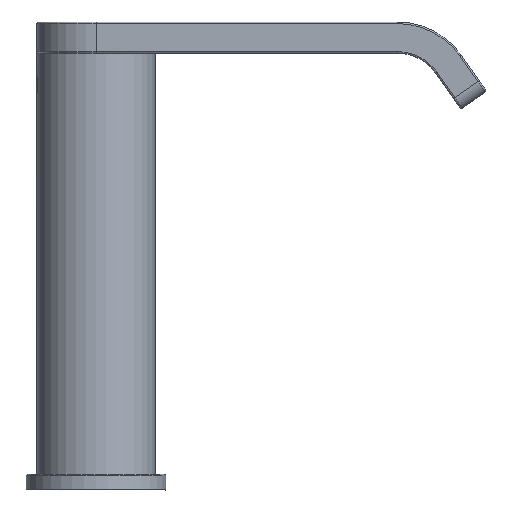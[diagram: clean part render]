
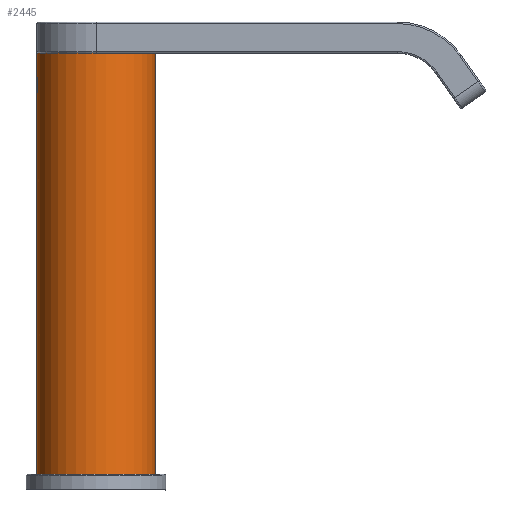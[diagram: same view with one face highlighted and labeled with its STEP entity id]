
A CAD part, left-side view. The second image highlights one B-rep face of the part: STEP entity #2445.
In plain terms, the highlighted cylindrical face has radius 19 mm (diameter 38 mm), a full revolution.
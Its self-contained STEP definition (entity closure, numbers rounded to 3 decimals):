
#142=FACE_BOUND('',#564,.T.);
#143=FACE_BOUND('',#565,.T.);
#246=CYLINDRICAL_SURFACE('',#2886,19.);
#397=FACE_OUTER_BOUND('',#563,.T.);
#563=EDGE_LOOP('',(#2249,#2250,#2251,#2252));
#564=EDGE_LOOP('',(#2253));
#565=EDGE_LOOP('',(#2254));
#592=B_SPLINE_CURVE_WITH_KNOTS('',3,(#5345,#5346,#5347,#5348,#5349,#5350,
#5351,#5352,#5353,#5354,#5355,#5356,#5357,#5358,#5359,#5360,#5361,#5362,
#5363,#5364,#5365,#5366,#5367,#5368,#5369,#5370,#5371,#5372,#5373,#5374,
#5375,#5376,#5377,#5378),.UNSPECIFIED.,.T.,.F.,(4,2,2,2,2,2,2,2,2,2,2,2,
2,2,2,2,4),(-2.175,-2.039,-1.903,-1.767,
-1.632,-1.496,-1.36,-1.224,
-1.088,-0.952,-0.816,-0.68,
-0.544,-0.408,-0.272,-0.136,
0.),.UNSPECIFIED.);
#593=B_SPLINE_CURVE_WITH_KNOTS('',3,(#5380,#5381,#5382,#5383,#5384,#5385,
#5386,#5387,#5388,#5389,#5390,#5391,#5392,#5393,#5394,#5395,#5396,#5397,
#5398,#5399,#5400,#5401,#5402,#5403,#5404,#5405,#5406,#5407,#5408,#5409,
#5410,#5411,#5412,#5413,#5414,#5415,#5416,#5417,#5418,#5419),
 .UNSPECIFIED.,.T.,.F.,(4,2,2,2,2,2,2,2,2,2,2,2,2,2,2,2,2,2,2,4),(0.,0.377,
0.759,1.252,1.707,2.078,2.503,
3.135,3.679,4.081,4.454,4.948,
5.831,6.681,7.245,7.711,8.283,
8.859,9.124,9.384),.UNSPECIFIED.);
#742=LINE('',#5343,#893);
#893=VECTOR('',#3714,19.);
#1053=CIRCLE('',#2885,19.);
#1054=CIRCLE('',#2887,19.);
#1260=VERTEX_POINT('',#5338);
#1261=VERTEX_POINT('',#5341);
#1262=VERTEX_POINT('',#5344);
#1263=VERTEX_POINT('',#5379);
#1594=EDGE_CURVE('',#1260,#1260,#1053,.T.);
#1595=EDGE_CURVE('',#1261,#1261,#1054,.T.);
#1596=EDGE_CURVE('',#1261,#1260,#742,.T.);
#1597=EDGE_CURVE('',#1262,#1262,#592,.T.);
#1598=EDGE_CURVE('',#1263,#1263,#593,.T.);
#2249=ORIENTED_EDGE('',*,*,#1595,.T.);
#2250=ORIENTED_EDGE('',*,*,#1596,.T.);
#2251=ORIENTED_EDGE('',*,*,#1594,.F.);
#2252=ORIENTED_EDGE('',*,*,#1596,.F.);
#2253=ORIENTED_EDGE('',*,*,#1597,.T.);
#2254=ORIENTED_EDGE('',*,*,#1598,.T.);
#2445=ADVANCED_FACE('',(#397,#142,#143),#246,.T.);
#2885=AXIS2_PLACEMENT_3D('',#5339,#3708,#3709);
#2886=AXIS2_PLACEMENT_3D('',#5340,#3710,#3711);
#2887=AXIS2_PLACEMENT_3D('',#5342,#3712,#3713);
#3708=DIRECTION('center_axis',(0.,0.,
-1.));
#3709=DIRECTION('ref_axis',(1.,0.,0.));
#3710=DIRECTION('center_axis',(0.,0.,
1.));
#3711=DIRECTION('ref_axis',(1.,0.,0.));
#3712=DIRECTION('center_axis',(0.,0.,
-1.));
#3713=DIRECTION('ref_axis',(1.,0.,0.));
#3714=DIRECTION('',(0.,0.,-1.));
#5338=CARTESIAN_POINT('',(-19.,0.745,6.273));
#5339=CARTESIAN_POINT('Origin',(0.,0.745,
6.273));
#5340=CARTESIAN_POINT('Origin',(0.,0.745,
-0.477));
#5341=CARTESIAN_POINT('',(-19.,0.745,141.273));
#5342=CARTESIAN_POINT('Origin',(0.,0.745,
141.273));
#5343=CARTESIAN_POINT('',(-19.,0.745,-0.477));
#5344=CARTESIAN_POINT('',(0.,19.745,134.673));
#5345=CARTESIAN_POINT('Ctrl Pts',(-3.6,19.401,131.073));
#5346=CARTESIAN_POINT('Ctrl Pts',(-3.6,19.401,130.62));
#5347=CARTESIAN_POINT('Ctrl Pts',(-3.509,19.419,130.137));
#5348=CARTESIAN_POINT('Ctrl Pts',(-3.141,19.485,129.25));
#5349=CARTESIAN_POINT('Ctrl Pts',(-2.865,19.531,128.846));
#5350=CARTESIAN_POINT('Ctrl Pts',(-2.227,19.617,128.208));
#5351=CARTESIAN_POINT('Ctrl Pts',(-1.823,19.663,127.931));
#5352=CARTESIAN_POINT('Ctrl Pts',(-0.936,19.728,127.564));
#5353=CARTESIAN_POINT('Ctrl Pts',(-0.453,19.745,127.473));
#5354=CARTESIAN_POINT('Ctrl Pts',(0.453,19.745,127.473));
#5355=CARTESIAN_POINT('Ctrl Pts',(0.936,19.728,127.564));
#5356=CARTESIAN_POINT('Ctrl Pts',(1.823,19.663,127.931));
#5357=CARTESIAN_POINT('Ctrl Pts',(2.227,19.617,128.208));
#5358=CARTESIAN_POINT('Ctrl Pts',(2.865,19.531,128.846));
#5359=CARTESIAN_POINT('Ctrl Pts',(3.141,19.485,129.25));
#5360=CARTESIAN_POINT('Ctrl Pts',(3.509,19.419,130.137));
#5361=CARTESIAN_POINT('Ctrl Pts',(3.6,19.401,130.62));
#5362=CARTESIAN_POINT('Ctrl Pts',(3.6,19.401,131.526));
#5363=CARTESIAN_POINT('Ctrl Pts',(3.509,19.419,132.009));
#5364=CARTESIAN_POINT('Ctrl Pts',(3.141,19.485,132.895));
#5365=CARTESIAN_POINT('Ctrl Pts',(2.865,19.531,133.299));
#5366=CARTESIAN_POINT('Ctrl Pts',(2.227,19.617,133.937));
#5367=CARTESIAN_POINT('Ctrl Pts',(1.823,19.663,134.214));
#5368=CARTESIAN_POINT('Ctrl Pts',(0.936,19.728,134.582));
#5369=CARTESIAN_POINT('Ctrl Pts',(0.453,19.745,134.673));
#5370=CARTESIAN_POINT('Ctrl Pts',(-0.453,19.745,134.673));
#5371=CARTESIAN_POINT('Ctrl Pts',(-0.936,19.728,134.582));
#5372=CARTESIAN_POINT('Ctrl Pts',(-1.823,19.663,134.214));
#5373=CARTESIAN_POINT('Ctrl Pts',(-2.227,19.617,133.937));
#5374=CARTESIAN_POINT('Ctrl Pts',(-2.865,19.531,133.299));
#5375=CARTESIAN_POINT('Ctrl Pts',(-3.141,19.485,132.895));
#5376=CARTESIAN_POINT('Ctrl Pts',(-3.509,19.419,132.009));
#5377=CARTESIAN_POINT('Ctrl Pts',(-3.6,19.401,131.526));
#5378=CARTESIAN_POINT('Ctrl Pts',(-3.6,19.401,131.073));
#5379=CARTESIAN_POINT('',(19.,0.745,68.373));
#5380=CARTESIAN_POINT('Ctrl Pts',(19.,0.745,94.173));
#5381=CARTESIAN_POINT('Ctrl Pts',(19.,2.001,94.173));
#5382=CARTESIAN_POINT('Ctrl Pts',(18.875,3.38,93.992));
#5383=CARTESIAN_POINT('Ctrl Pts',(18.234,6.292,93.022));
#5384=CARTESIAN_POINT('Ctrl Pts',(17.766,7.599,92.295));
#5385=CARTESIAN_POINT('Ctrl Pts',(16.546,10.226,90.222));
#5386=CARTESIAN_POINT('Ctrl Pts',(15.824,11.303,88.842));
#5387=CARTESIAN_POINT('Ctrl Pts',(14.763,12.737,86.238));
#5388=CARTESIAN_POINT('Ctrl Pts',(14.319,13.238,84.838));
#5389=CARTESIAN_POINT('Ctrl Pts',(13.918,13.682,82.075));
#5390=CARTESIAN_POINT('Ctrl Pts',(13.899,13.702,80.804));
#5391=CARTESIAN_POINT('Ctrl Pts',(14.243,13.323,78.047));
#5392=CARTESIAN_POINT('Ctrl Pts',(14.625,12.887,76.791));
#5393=CARTESIAN_POINT('Ctrl Pts',(15.486,11.786,74.421));
#5394=CARTESIAN_POINT('Ctrl Pts',(16.151,10.845,73.077));
#5395=CARTESIAN_POINT('Ctrl Pts',(17.335,8.611,70.95));
#5396=CARTESIAN_POINT('Ctrl Pts',(17.961,7.21,69.946));
#5397=CARTESIAN_POINT('Ctrl Pts',(18.751,4.099,68.736));
#5398=CARTESIAN_POINT('Ctrl Pts',(18.963,2.662,68.428));
#5399=CARTESIAN_POINT('Ctrl Pts',(19.026,-0.227,68.335));
#5400=CARTESIAN_POINT('Ctrl Pts',(18.903,-1.614,68.513));
#5401=CARTESIAN_POINT('Ctrl Pts',(18.28,-4.748,69.453));
#5402=CARTESIAN_POINT('Ctrl Pts',(17.757,-6.076,70.278));
#5403=CARTESIAN_POINT('Ctrl Pts',(16.733,-8.401,71.99));
#5404=CARTESIAN_POINT('Ctrl Pts',(16.011,-9.534,73.319));
#5405=CARTESIAN_POINT('Ctrl Pts',(14.858,-11.136,76.019));
#5406=CARTESIAN_POINT('Ctrl Pts',(14.392,-11.664,77.442));
#5407=CARTESIAN_POINT('Ctrl Pts',(13.984,-12.12,79.901));
#5408=CARTESIAN_POINT('Ctrl Pts',(13.865,-12.247,81.181));
#5409=CARTESIAN_POINT('Ctrl Pts',(14.157,-11.928,84.));
#5410=CARTESIAN_POINT('Ctrl Pts',(14.456,-11.601,85.223));
#5411=CARTESIAN_POINT('Ctrl Pts',(15.359,-10.468,87.841));
#5412=CARTESIAN_POINT('Ctrl Pts',(16.005,-9.571,89.177));
#5413=CARTESIAN_POINT('Ctrl Pts',(17.235,-7.351,91.44));
#5414=CARTESIAN_POINT('Ctrl Pts',(17.868,-5.944,92.45));
#5415=CARTESIAN_POINT('Ctrl Pts',(18.535,-3.505,93.481));
#5416=CARTESIAN_POINT('Ctrl Pts',(18.708,-2.686,93.739));
#5417=CARTESIAN_POINT('Ctrl Pts',(18.94,-0.983,94.086));
#5418=CARTESIAN_POINT('Ctrl Pts',(19.,-0.121,94.173));
#5419=CARTESIAN_POINT('Ctrl Pts',(19.,0.745,94.173));
